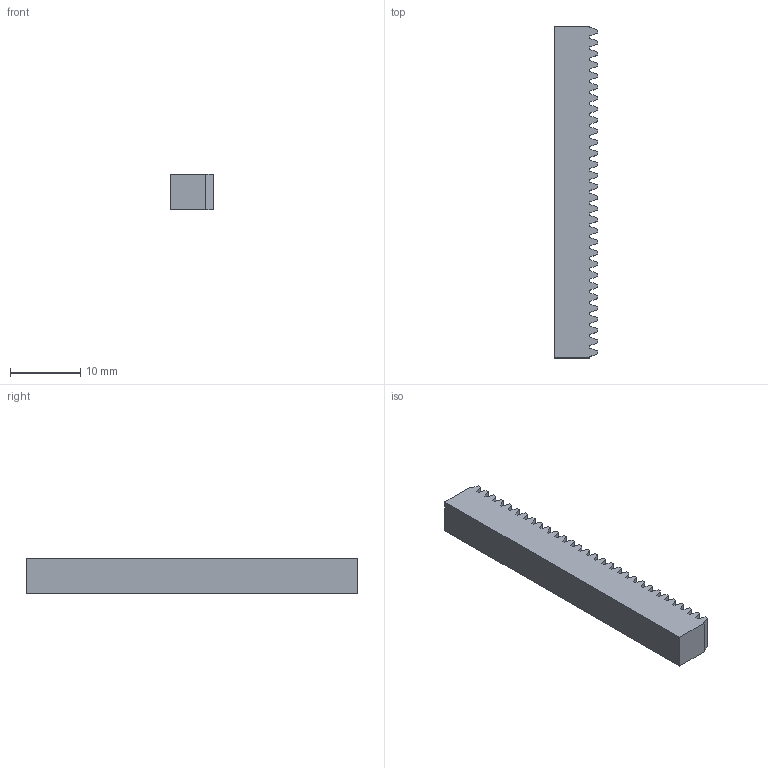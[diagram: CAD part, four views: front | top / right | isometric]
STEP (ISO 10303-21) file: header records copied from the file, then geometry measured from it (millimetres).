
FILE_DESCRIPTION(('FreeCAD Model'),'2;1');
FILE_NAME('Open CASCADE Shape Model','2025-06-25T09:16:08',('BT'),(''), 'Open CASCADE STEP processor 7.8','FreeCAD','Unknown');
FILE_SCHEMA(('AUTOMOTIVE_DESIGN { 1 0 10303 214 1 1 1 1 }'));
Length unit declared in the file: millimetre
Products named in the file (1): involuterack
Bounding box: 6.12 x 47.12 x 5 mm (x, y, z)
Volume: 1318.3 mm3; surface area: 1284.9 mm2
Topology: 1 solids, 1 shells, 126 faces, 372 edges, 248 vertices
Faces by surface type: plane 126
Entity records: 4139 total; most frequent: CARTESIAN_POINT 747, ORIENTED_EDGE 744, DIRECTION 626, EDGE_CURVE 372, LINE 372, VECTOR 372, VERTEX_POINT 248, AXIS2_PLACEMENT_3D 127
